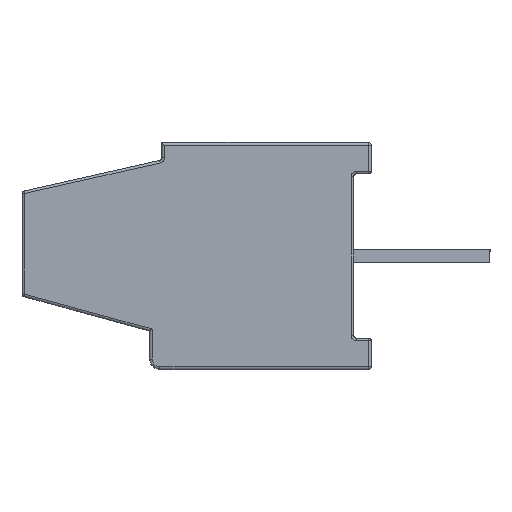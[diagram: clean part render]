
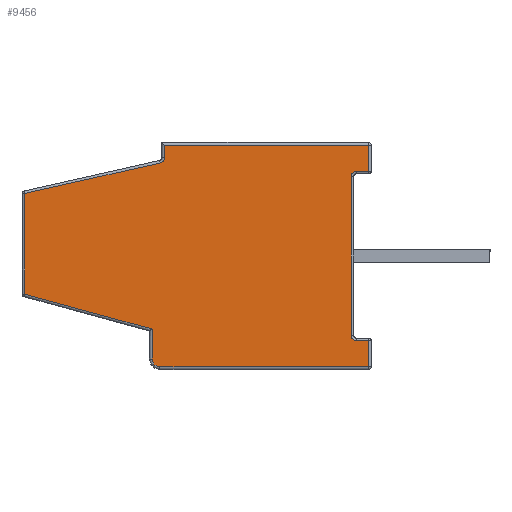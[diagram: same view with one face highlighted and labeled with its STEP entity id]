
A CAD part, left-side view. The second image highlights one B-rep face of the part: STEP entity #9456.
In plain terms, the highlighted planar face has unit normal (-1, 0, 0).
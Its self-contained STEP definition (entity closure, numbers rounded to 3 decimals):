
#50 = VERTEX_POINT ( 'NONE', #709 ) ;
#269 = VERTEX_POINT ( 'NONE', #1878 ) ;
#309 = DIRECTION ( 'NONE',  ( -1., 0., 0. ) ) ;
#520 = CARTESIAN_POINT ( 'NONE',  ( -10.39, 2.95, -3.95 ) ) ;
#534 = DIRECTION ( 'NONE',  ( 0., 0.22, 0.976 ) ) ;
#620 = CARTESIAN_POINT ( 'NONE',  ( -10.39, 3.38, -10.2 ) ) ;
#709 = CARTESIAN_POINT ( 'NONE',  ( -10.39, 2.425, -9.575 ) ) ;
#739 = CARTESIAN_POINT ( 'NONE',  ( -10.39, 2.425, -10.2 ) ) ;
#1005 = CARTESIAN_POINT ( 'NONE',  ( -10.39, -3.175, -10.2 ) ) ;
#1107 = EDGE_CURVE ( 'NONE', #5314, #9704, #3474, .T. ) ;
#1304 = EDGE_CURVE ( 'NONE', #5488, #4796, #2882, .T. ) ;
#1565 = DIRECTION ( 'NONE',  ( 0., 0., 1. ) ) ;
#1582 = CIRCLE ( 'NONE', #9241, 0.15 ) ;
#1674 = LINE ( 'NONE', #1005, #10354 ) ;
#1733 = CARTESIAN_POINT ( 'NONE',  ( -10.39, 3.833, -10.076 ) ) ;
#1878 = CARTESIAN_POINT ( 'NONE',  ( -10.39, 2.95, -3.725 ) ) ;
#1966 = DIRECTION ( 'NONE',  ( 0., -1., 0. ) ) ;
#1976 = EDGE_CURVE ( 'NONE', #269, #8518, #6020, .T. ) ;
#2213 = CARTESIAN_POINT ( 'NONE',  ( -10.39, -2.425, -10.2 ) ) ;
#2246 = CARTESIAN_POINT ( 'NONE',  ( -10.39, 2.275, -9.425 ) ) ;
#2353 = ORIENTED_EDGE ( 'NONE', *, *, #6281, .T. ) ;
#2452 = AXIS2_PLACEMENT_3D ( 'NONE', #9254, #6795, #5987 ) ;
#2518 = DIRECTION ( 'NONE',  ( 0., 0., 1. ) ) ;
#2529 = CARTESIAN_POINT ( 'NONE',  ( -10.39, -2.425, -9.575 ) ) ;
#2589 = DIRECTION ( 'NONE',  ( 0., -1., 0. ) ) ;
#2809 = ORIENTED_EDGE ( 'NONE', *, *, #9468, .T. ) ;
#2813 = ORIENTED_EDGE ( 'NONE', *, *, #4866, .T. ) ;
#2882 = LINE ( 'NONE', #6776, #9292 ) ;
#2973 = CIRCLE ( 'NONE', #2452, 0.15 ) ;
#3199 = VECTOR ( 'NONE', #3883, 1000. ) ;
#3219 = EDGE_CURVE ( 'NONE', #9782, #5488, #1674, .T. ) ;
#3287 = LINE ( 'NONE', #7218, #8510 ) ;
#3371 = CARTESIAN_POINT ( 'NONE',  ( -10.39, 3.38, -9.925 ) ) ;
#3399 = CARTESIAN_POINT ( 'NONE',  ( -10.39, -2.664, -3.958 ) ) ;
#3456 = CARTESIAN_POINT ( 'NONE',  ( -10.39, -1.79, -0.075 ) ) ;
#3474 = LINE ( 'NONE', #2213, #3199 ) ;
#3490 = CARTESIAN_POINT ( 'NONE',  ( -10.39, 3.38, -0.075 ) ) ;
#3493 = CARTESIAN_POINT ( 'NONE',  ( -10.39, 3.175, -10.2 ) ) ;
#3619 = ORIENTED_EDGE ( 'NONE', *, *, #7874, .T. ) ;
#3703 = AXIS2_PLACEMENT_3D ( 'NONE', #620, #309, #5381 ) ;
#3759 = LINE ( 'NONE', #10067, #8583 ) ;
#3804 = ORIENTED_EDGE ( 'NONE', *, *, #6611, .T. ) ;
#3883 = DIRECTION ( 'NONE',  ( 0., 0., -1. ) ) ;
#3913 = VERTEX_POINT ( 'NONE', #2246 ) ;
#3995 = CIRCLE ( 'NONE', #8360, 0.15 ) ;
#4192 = LINE ( 'NONE', #9572, #10265 ) ;
#4270 = FACE_OUTER_BOUND ( 'NONE', #4616, .T. ) ;
#4296 = ORIENTED_EDGE ( 'NONE', *, *, #3219, .T. ) ;
#4482 = CARTESIAN_POINT ( 'NONE',  ( -10.39, 2.425, -9.925 ) ) ;
#4616 = EDGE_LOOP ( 'NONE', ( #7033, #7779, #4296, #6084, #4963, #7383, #6263, #3619, #2809, #4778, #2813, #2353, #3804, #10119, #6792, #7657 ) ) ;
#4778 = ORIENTED_EDGE ( 'NONE', *, *, #1976, .T. ) ;
#4796 = VERTEX_POINT ( 'NONE', #10142 ) ;
#4806 = VERTEX_POINT ( 'NONE', #3456 ) ;
#4866 = EDGE_CURVE ( 'NONE', #8518, #7463, #10645, .T. ) ;
#4868 = VECTOR ( 'NONE', #9268, 1000. ) ;
#4963 = ORIENTED_EDGE ( 'NONE', *, *, #8585, .F. ) ;
#5024 = LINE ( 'NONE', #3490, #7254 ) ;
#5077 = CARTESIAN_POINT ( 'NONE',  ( -10.39, -3.175, -9.925 ) ) ;
#5152 = VERTEX_POINT ( 'NONE', #8079 ) ;
#5314 = VERTEX_POINT ( 'NONE', #2529 ) ;
#5344 = PLANE ( 'NONE',  #3703 ) ;
#5381 = DIRECTION ( 'NONE',  ( 0., -1., 0. ) ) ;
#5472 = DIRECTION ( 'NONE',  ( 0., 0., 1. ) ) ;
#5488 = VERTEX_POINT ( 'NONE', #9471 ) ;
#5502 = VERTEX_POINT ( 'NONE', #4482 ) ;
#5668 = LINE ( 'NONE', #3371, #10433 ) ;
#5838 = DIRECTION ( 'NONE',  ( 0., 1., 0. ) ) ;
#5987 = DIRECTION ( 'NONE',  ( 0., 0., 1. ) ) ;
#6020 = CIRCLE ( 'NONE', #10585, 0.225 ) ;
#6084 = ORIENTED_EDGE ( 'NONE', *, *, #1304, .T. ) ;
#6194 = CARTESIAN_POINT ( 'NONE',  ( -10.39, 3.38, -3.725 ) ) ;
#6209 = VECTOR ( 'NONE', #1565, 1000. ) ;
#6263 = ORIENTED_EDGE ( 'NONE', *, *, #10012, .T. ) ;
#6267 = DIRECTION ( 'NONE',  ( 0., 1., 0. ) ) ;
#6281 = EDGE_CURVE ( 'NONE', #7463, #5502, #3759, .T. ) ;
#6331 = LINE ( 'NONE', #739, #6209 ) ;
#6611 = EDGE_CURVE ( 'NONE', #5502, #50, #6331, .T. ) ;
#6632 = VERTEX_POINT ( 'NONE', #7363 ) ;
#6635 = EDGE_CURVE ( 'NONE', #3913, #50, #3995, .T. ) ;
#6776 = CARTESIAN_POINT ( 'NONE',  ( -10.39, 3.38, -4.075 ) ) ;
#6792 = ORIENTED_EDGE ( 'NONE', *, *, #8261, .T. ) ;
#6795 = DIRECTION ( 'NONE',  ( -1., 0., 0. ) ) ;
#7033 = ORIENTED_EDGE ( 'NONE', *, *, #1107, .T. ) ;
#7145 = VECTOR ( 'NONE', #6267, 1000. ) ;
#7218 = CARTESIAN_POINT ( 'NONE',  ( -10.39, -3.709, -8.605 ) ) ;
#7254 = VECTOR ( 'NONE', #8516, 1000. ) ;
#7363 = CARTESIAN_POINT ( 'NONE',  ( -10.39, 2.093, -3.725 ) ) ;
#7383 = ORIENTED_EDGE ( 'NONE', *, *, #8401, .T. ) ;
#7407 = LINE ( 'NONE', #6194, #7145 ) ;
#7463 = VERTEX_POINT ( 'NONE', #8597 ) ;
#7497 = DIRECTION ( 'NONE',  ( -1., 0., 0. ) ) ;
#7657 = ORIENTED_EDGE ( 'NONE', *, *, #9314, .F. ) ;
#7779 = ORIENTED_EDGE ( 'NONE', *, *, #10534, .T. ) ;
#7874 = EDGE_CURVE ( 'NONE', #5152, #6632, #10671, .T. ) ;
#8079 = CARTESIAN_POINT ( 'NONE',  ( -10.39, 1.093, -0.075 ) ) ;
#8117 = VERTEX_POINT ( 'NONE', #3399 ) ;
#8261 = EDGE_CURVE ( 'NONE', #3913, #9144, #4192, .T. ) ;
#8360 = AXIS2_PLACEMENT_3D ( 'NONE', #8391, #9210, #2518 ) ;
#8372 = VECTOR ( 'NONE', #8520, 1000. ) ;
#8391 = CARTESIAN_POINT ( 'NONE',  ( -10.39, 2.275, -9.575 ) ) ;
#8401 = EDGE_CURVE ( 'NONE', #8117, #4806, #3287, .T. ) ;
#8510 = VECTOR ( 'NONE', #534, 1000. ) ;
#8516 = DIRECTION ( 'NONE',  ( 0., 1., 0. ) ) ;
#8518 = VERTEX_POINT ( 'NONE', #10738 ) ;
#8520 = DIRECTION ( 'NONE',  ( 0., 0., -1. ) ) ;
#8583 = VECTOR ( 'NONE', #2589, 1000. ) ;
#8585 = EDGE_CURVE ( 'NONE', #8117, #4796, #1582, .T. ) ;
#8597 = CARTESIAN_POINT ( 'NONE',  ( -10.39, 3.175, -9.925 ) ) ;
#8841 = DIRECTION ( 'NONE',  ( -1., 0., 0. ) ) ;
#8969 = CARTESIAN_POINT ( 'NONE',  ( -10.39, -2.425, -9.925 ) ) ;
#9144 = VERTEX_POINT ( 'NONE', #10057 ) ;
#9201 = DIRECTION ( 'NONE',  ( 0., 0., 1. ) ) ;
#9210 = DIRECTION ( 'NONE',  ( -1., 0., 0. ) ) ;
#9241 = AXIS2_PLACEMENT_3D ( 'NONE', #10148, #7497, #9201 ) ;
#9254 = CARTESIAN_POINT ( 'NONE',  ( -10.39, -2.275, -9.575 ) ) ;
#9268 = DIRECTION ( 'NONE',  ( 0., 0.264, -0.964 ) ) ;
#9292 = VECTOR ( 'NONE', #5838, 1000. ) ;
#9314 = EDGE_CURVE ( 'NONE', #5314, #9144, #2973, .T. ) ;
#9456 = ADVANCED_FACE ( 'NONE', ( #4270 ), #5344, .T. ) ;
#9468 = EDGE_CURVE ( 'NONE', #6632, #269, #7407, .T. ) ;
#9471 = CARTESIAN_POINT ( 'NONE',  ( -10.39, -3.175, -4.075 ) ) ;
#9572 = CARTESIAN_POINT ( 'NONE',  ( -10.39, 3.38, -9.425 ) ) ;
#9704 = VERTEX_POINT ( 'NONE', #8969 ) ;
#9782 = VERTEX_POINT ( 'NONE', #5077 ) ;
#10012 = EDGE_CURVE ( 'NONE', #4806, #5152, #5024, .T. ) ;
#10057 = CARTESIAN_POINT ( 'NONE',  ( -10.39, -2.275, -9.425 ) ) ;
#10067 = CARTESIAN_POINT ( 'NONE',  ( -10.39, 3.38, -9.925 ) ) ;
#10088 = DIRECTION ( 'NONE',  ( 0., 0., 1. ) ) ;
#10091 = DIRECTION ( 'NONE',  ( 0., -1., 0. ) ) ;
#10119 = ORIENTED_EDGE ( 'NONE', *, *, #6635, .F. ) ;
#10142 = CARTESIAN_POINT ( 'NONE',  ( -10.39, -2.81, -4.075 ) ) ;
#10148 = CARTESIAN_POINT ( 'NONE',  ( -10.39, -2.81, -3.925 ) ) ;
#10265 = VECTOR ( 'NONE', #1966, 1000. ) ;
#10354 = VECTOR ( 'NONE', #10088, 1000. ) ;
#10433 = VECTOR ( 'NONE', #10091, 1000. ) ;
#10534 = EDGE_CURVE ( 'NONE', #9704, #9782, #5668, .T. ) ;
#10585 = AXIS2_PLACEMENT_3D ( 'NONE', #520, #8841, #5472 ) ;
#10645 = LINE ( 'NONE', #3493, #8372 ) ;
#10671 = LINE ( 'NONE', #1733, #4868 ) ;
#10738 = CARTESIAN_POINT ( 'NONE',  ( -10.39, 3.175, -3.95 ) ) ;
